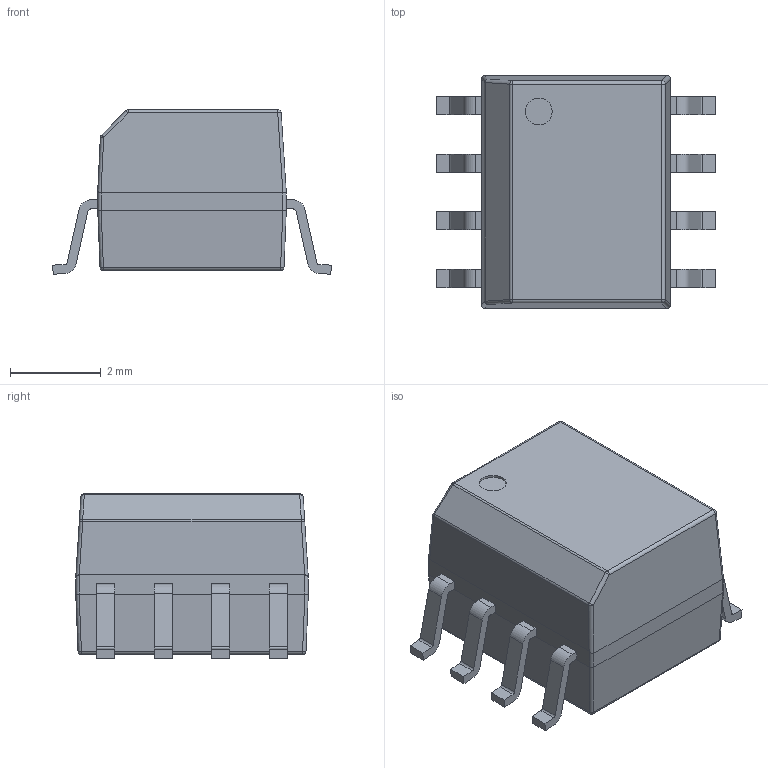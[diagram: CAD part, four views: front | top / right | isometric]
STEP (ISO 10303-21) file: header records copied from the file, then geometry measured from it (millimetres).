
FILE_DESCRIPTION(/* description */ (''),/* implementation_level */ '2;1');
FILE_NAME(/* name */ 'onsemi - SOIC-8 751DZ-O.step',/* time_stamp */ '2022-07-02T15:33:34+01:00',/* author */ (''),/* organization */ (''),/* preprocessor_version */ 'ST-DEVELOPER v19',/* originating_system */ 'Autodesk Translation Framework v11.7.0.108',/* authorisation */ '');
FILE_SCHEMA (('AUTOMOTIVE_DESIGN { 1 0 10303 214 3 1 1 }'));
Length unit declared in the file: millimetre
Products named in the file (1): onsemi - SOIC-8 751DZ-O
Bounding box: 6.15 x 5.13 x 3.63 mm (x, y, z)
Volume: 73.7 mm3; surface area: 121.2 mm2
Topology: 1 solids, 1 shells, 154 faces, 399 edges, 256 vertices
Faces by surface type: plane 88, cylinder 56, sphere 10
Full cylindrical faces by diameter (mm): 0.59 x1
Entity records: 4866 total; most frequent: CARTESIAN_POINT 852, DIRECTION 813, ORIENTED_EDGE 798, EDGE_CURVE 399, LINE 291, VECTOR 291, AXIS2_PLACEMENT_3D 261, VERTEX_POINT 256
